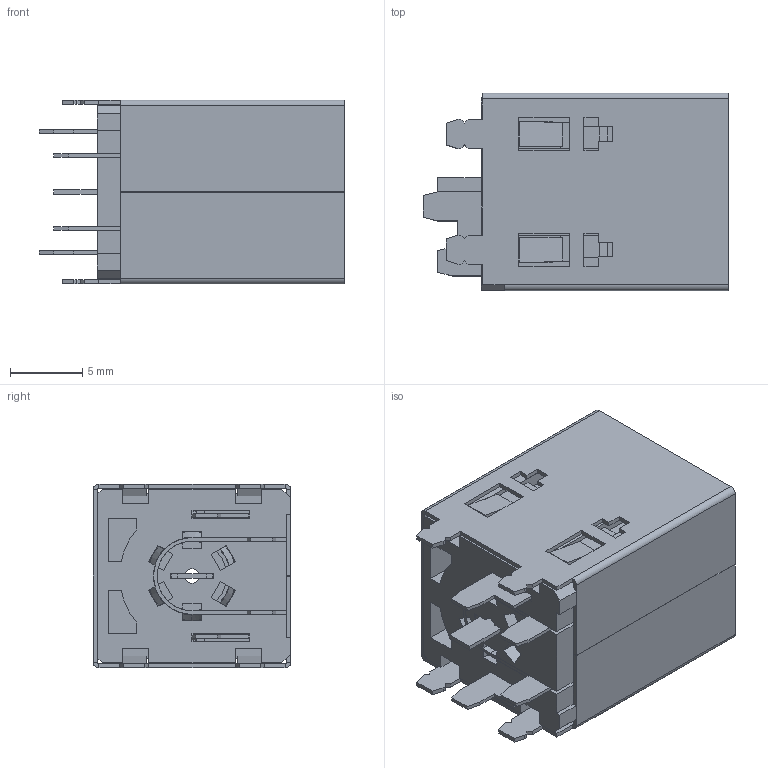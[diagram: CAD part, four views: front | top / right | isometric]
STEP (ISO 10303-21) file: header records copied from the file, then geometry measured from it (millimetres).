
FILE_DESCRIPTION (( 'STEP AP203' ), '1' );
FILE_NAME ('54-00431.STEP', '2025-08-01T19:15:13', ( '' ), ( '' ), 'SwSTEP 2.0', 'SolidWorks 2025', '' );
FILE_SCHEMA (( 'CONFIG_CONTROL_DESIGN' ));
Length unit declared in the file: millimetre
Products named in the file (7): 54-00431-03_默认; 54-00431-02_默认; 54-00431-04_默认; 54-00431-05_默认; 54-00431; 54-00431-06_默认; 54-00431-01_默认
Assembly tree (6 placements, depth 2):
  54-00431
    54-00431-01_默认
    54-00431-02_默认
    54-00431-03_默认
    54-00431-04_默认
    54-00431-05_默认
    54-00431-06_默认
Bounding box: 21.1 x 13.65 x 12.7 mm (x, y, z)
Volume: 2257.2 mm3; surface area: 5779.2 mm2
Topology: 6 solids, 6 shells, 752 faces, 2041 edges, 1296 vertices
Faces by surface type: plane 521, torus 88, cylinder 78, cone 65
Entity records: 24580 total; most frequent: CARTESIAN_POINT 5184, ORIENTED_EDGE 4082, DIRECTION 3651, EDGE_CURVE 2041, LINE 1361, VECTOR 1361, VERTEX_POINT 1296, AXIS2_PLACEMENT_3D 1145
